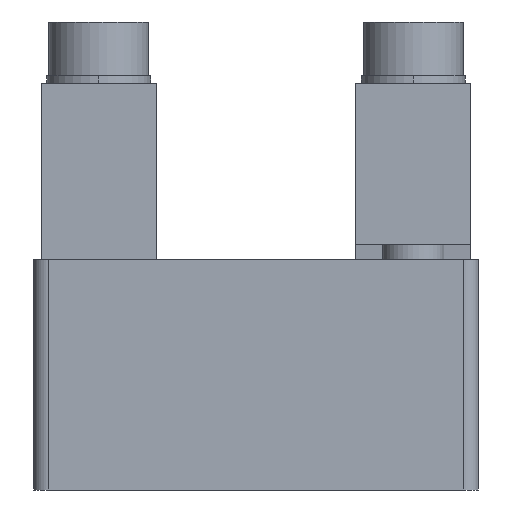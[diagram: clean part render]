
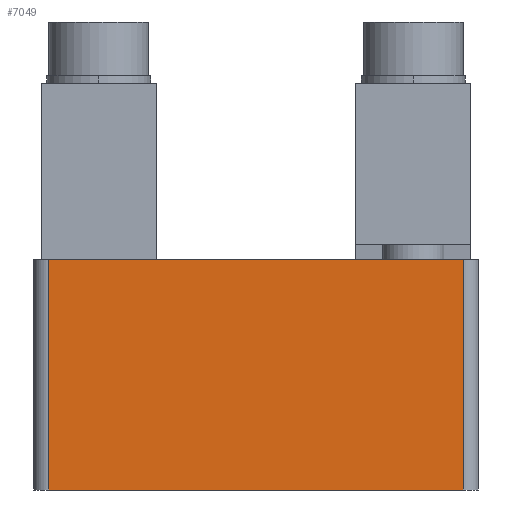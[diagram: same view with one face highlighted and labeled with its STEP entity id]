
A CAD part, left-side view. The second image highlights one B-rep face of the part: STEP entity #7049.
In plain terms, the highlighted planar face has unit normal (-1, 0, 0).
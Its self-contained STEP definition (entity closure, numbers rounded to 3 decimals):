
#6908=CARTESIAN_POINT('Vertex',(-29.,27.,0.)) ;
#6915=CARTESIAN_POINT('Vertex',(-29.,27.,-30.)) ;
#6918=CARTESIAN_POINT('Line Origine',(-29.,27.,-15.)) ;
#7019=CARTESIAN_POINT('Axis2P3D Location',(-29.,0.,-30.)) ;
#7024=CARTESIAN_POINT('Line Origine',(-29.,0.,0.)) ;
#7028=CARTESIAN_POINT('Vertex',(-29.,-27.,0.)) ;
#7031=CARTESIAN_POINT('Line Origine',(-29.,0.,-30.)) ;
#7035=CARTESIAN_POINT('Vertex',(-29.,-27.,-30.)) ;
#7038=CARTESIAN_POINT('Line Origine',(-29.,-27.,-15.)) ;
#6919=DIRECTION('Vector Direction',(0.,0.,1.)) ;
#7020=DIRECTION('Axis2P3D Direction',(-1.,0.,0.)) ;
#7021=DIRECTION('Axis2P3D XDirection',(0.,0.,1.)) ;
#7025=DIRECTION('Vector Direction',(0.,1.,0.)) ;
#7032=DIRECTION('Vector Direction',(0.,1.,0.)) ;
#7039=DIRECTION('Vector Direction',(0.,0.,1.)) ;
#7022=AXIS2_PLACEMENT_3D('Plane Axis2P3D',#7019,#7020,#7021) ;
#7044=ORIENTED_EDGE('',*,*,#7030,.T.) ;
#7045=ORIENTED_EDGE('',*,*,#6922,.F.) ;
#7046=ORIENTED_EDGE('',*,*,#7037,.F.) ;
#7047=ORIENTED_EDGE('',*,*,#7042,.T.) ;
#6920=VECTOR('Line Direction',#6919,1.) ;
#7026=VECTOR('Line Direction',#7025,1.) ;
#7033=VECTOR('Line Direction',#7032,1.) ;
#7040=VECTOR('Line Direction',#7039,1.) ;
#7049=ADVANCED_FACE('PartBody',(#7048),#7023,.T.) ;
#6922=EDGE_CURVE('',#6916,#6909,#6921,.T.) ;
#7030=EDGE_CURVE('',#7029,#6909,#7027,.T.) ;
#7037=EDGE_CURVE('',#7036,#6916,#7034,.T.) ;
#7042=EDGE_CURVE('',#7036,#7029,#7041,.T.) ;
#7043=EDGE_LOOP('',(#7044,#7045,#7046,#7047)) ;
#7048=FACE_OUTER_BOUND('',#7043,.T.) ;
#6921=LINE('Line',#6918,#6920) ;
#7027=LINE('Line',#7024,#7026) ;
#7034=LINE('Line',#7031,#7033) ;
#7041=LINE('Line',#7038,#7040) ;
#7023=PLANE('',#7022) ;
#6909=VERTEX_POINT('',#6908) ;
#6916=VERTEX_POINT('',#6915) ;
#7029=VERTEX_POINT('',#7028) ;
#7036=VERTEX_POINT('',#7035) ;
